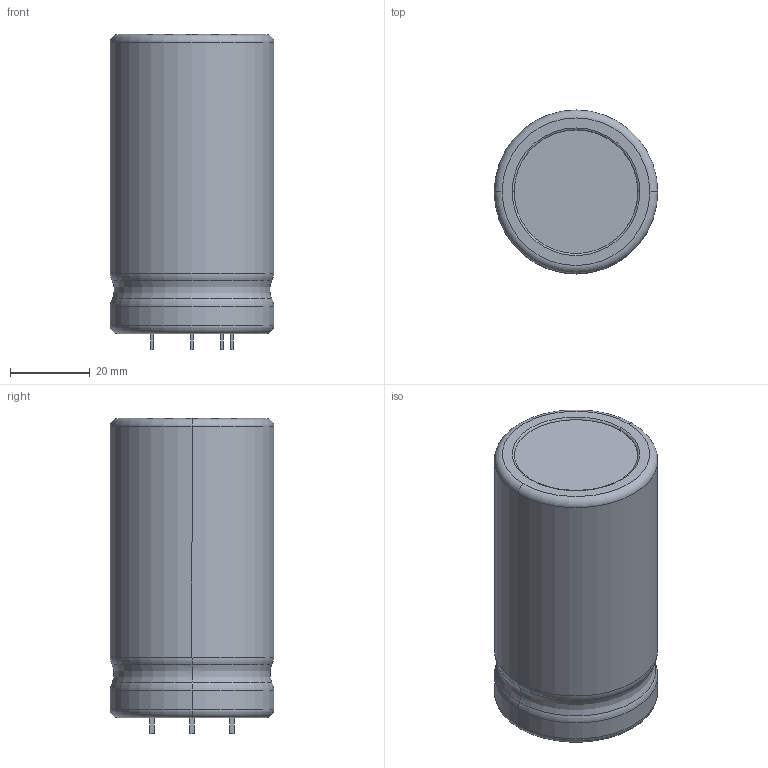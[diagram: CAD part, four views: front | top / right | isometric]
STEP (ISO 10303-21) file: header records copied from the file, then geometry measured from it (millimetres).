
FILE_DESCRIPTION((''),'2;1');
FILE_NAME('CAPPR_VISHAY_PED-PW(40X70).stp','2012-09-24T10:34:34',(''),(''),'Mechanical Desktop 2011','Mechanical Desktop 2011',', , ');
FILE_SCHEMA(('AUTOMOTIVE_DESIGN { 1 2 10303 214 1 1 1 1 }'));
Length unit declared in the file: millimetre
Products named in the file (1): Product
Bounding box: 41 x 41 x 79 mm (x, y, z)
Volume: 97134.3 mm3; surface area: 13880.6 mm2
Topology: 7 solids, 7 shells, 60 faces, 116 edges, 72 vertices
Faces by surface type: plane 36, torus 14, cylinder 10
Entity records: 1571 total; most frequent: DIRECTION 284, CARTESIAN_POINT 249, ORIENTED_EDGE 232, EDGE_CURVE 116, AXIS2_PLACEMENT_3D 107, VERTEX_POINT 72, VECTOR 70, LINE 70
